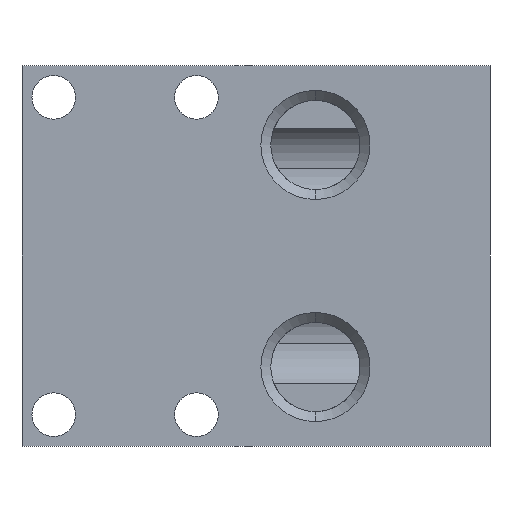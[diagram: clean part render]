
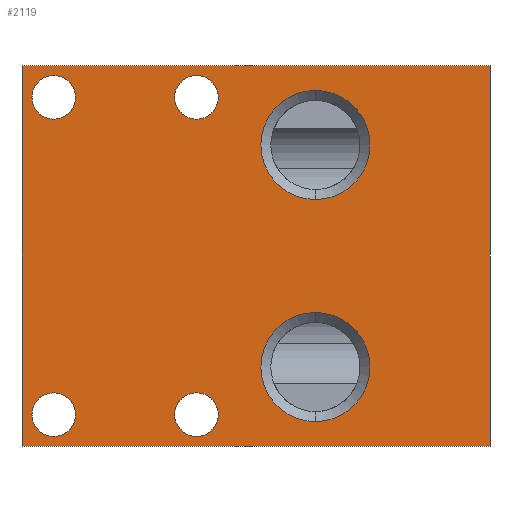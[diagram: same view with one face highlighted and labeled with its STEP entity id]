
A CAD part, front view. The second image highlights one B-rep face of the part: STEP entity #2119.
In plain terms, the highlighted planar face has unit normal (0, -1, 0).
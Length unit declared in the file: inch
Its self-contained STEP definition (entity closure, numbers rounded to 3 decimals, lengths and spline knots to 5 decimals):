
#5=DIRECTION('',(1.,0.,0.));
#6=VECTOR('',#5,3.688);
#7=CARTESIAN_POINT('',(0.,-1.938,0.));
#8=LINE('',#7,#6);
#85=DIRECTION('',(0.,0.,1.));
#86=VECTOR('',#85,3.);
#87=CARTESIAN_POINT('',(3.688,-1.938,0.));
#88=LINE('',#87,#86);
#109=DIRECTION('',(0.,0.,1.));
#110=VECTOR('',#109,3.);
#111=CARTESIAN_POINT('',(0.,-1.938,0.));
#112=LINE('',#111,#110);
#113=CARTESIAN_POINT('',(2.312,-1.938,0.625));
#114=DIRECTION('',(0.,1.,0.));
#115=DIRECTION('',(0.,0.,-1.));
#116=AXIS2_PLACEMENT_3D('',#113,#114,#115);
#118=CARTESIAN_POINT('',(2.312,-1.938,0.625));
#119=DIRECTION('',(0.,1.,0.));
#120=DIRECTION('',(0.,0.,1.));
#121=AXIS2_PLACEMENT_3D('',#118,#119,#120);
#123=CARTESIAN_POINT('',(2.312,-1.938,2.375));
#124=DIRECTION('',(0.,1.,0.));
#125=DIRECTION('',(0.,0.,-1.));
#126=AXIS2_PLACEMENT_3D('',#123,#124,#125);
#128=CARTESIAN_POINT('',(2.312,-1.938,2.375));
#129=DIRECTION('',(0.,1.,0.));
#130=DIRECTION('',(0.,0.,1.));
#131=AXIS2_PLACEMENT_3D('',#128,#129,#130);
#133=CARTESIAN_POINT('',(0.25,-1.938,0.25));
#134=DIRECTION('',(0.,-1.,0.));
#135=DIRECTION('',(-1.,0.,0.));
#136=AXIS2_PLACEMENT_3D('',#133,#134,#135);
#138=CARTESIAN_POINT('',(0.25,-1.938,0.25));
#139=DIRECTION('',(0.,-1.,0.));
#140=DIRECTION('',(1.,0.,0.));
#141=AXIS2_PLACEMENT_3D('',#138,#139,#140);
#143=CARTESIAN_POINT('',(0.25,-1.938,2.75));
#144=DIRECTION('',(0.,-1.,0.));
#145=DIRECTION('',(-1.,0.,0.));
#146=AXIS2_PLACEMENT_3D('',#143,#144,#145);
#148=CARTESIAN_POINT('',(0.25,-1.938,2.75));
#149=DIRECTION('',(0.,-1.,0.));
#150=DIRECTION('',(1.,0.,0.));
#151=AXIS2_PLACEMENT_3D('',#148,#149,#150);
#153=CARTESIAN_POINT('',(1.375,-1.938,2.75));
#154=DIRECTION('',(0.,-1.,0.));
#155=DIRECTION('',(-1.,0.,0.));
#156=AXIS2_PLACEMENT_3D('',#153,#154,#155);
#158=CARTESIAN_POINT('',(1.375,-1.938,2.75));
#159=DIRECTION('',(0.,-1.,0.));
#160=DIRECTION('',(1.,0.,0.));
#161=AXIS2_PLACEMENT_3D('',#158,#159,#160);
#163=CARTESIAN_POINT('',(1.375,-1.938,0.25));
#164=DIRECTION('',(0.,-1.,0.));
#165=DIRECTION('',(-1.,0.,0.));
#166=AXIS2_PLACEMENT_3D('',#163,#164,#165);
#168=CARTESIAN_POINT('',(1.375,-1.938,0.25));
#169=DIRECTION('',(0.,-1.,0.));
#170=DIRECTION('',(1.,0.,0.));
#171=AXIS2_PLACEMENT_3D('',#168,#169,#170);
#185=DIRECTION('',(1.,0.,0.));
#186=VECTOR('',#185,3.688);
#187=CARTESIAN_POINT('',(0.,-1.938,3.));
#188=LINE('',#187,#186);
#1736=CARTESIAN_POINT('',(0.,-1.938,0.));
#1738=VERTEX_POINT('',#1736);
#1739=CARTESIAN_POINT('',(3.688,-1.938,0.));
#1740=VERTEX_POINT('',#1739);
#1744=CARTESIAN_POINT('',(0.,-1.938,3.));
#1746=VERTEX_POINT('',#1744);
#1747=CARTESIAN_POINT('',(3.688,-1.938,3.));
#1748=VERTEX_POINT('',#1747);
#1755=CARTESIAN_POINT('',(2.312,-1.938,1.055));
#1756=VERTEX_POINT('',#1755);
#1757=CARTESIAN_POINT('',(2.312,-1.938,0.195));
#1758=VERTEX_POINT('',#1757);
#1765=CARTESIAN_POINT('',(2.312,-1.938,2.805));
#1766=VERTEX_POINT('',#1765);
#1767=CARTESIAN_POINT('',(2.312,-1.938,1.945));
#1768=VERTEX_POINT('',#1767);
#1771=CARTESIAN_POINT('',(0.078,-1.938,0.25));
#1772=CARTESIAN_POINT('',(0.422,-1.938,0.25));
#1773=VERTEX_POINT('',#1771);
#1774=VERTEX_POINT('',#1772);
#1779=CARTESIAN_POINT('',(0.078,-1.938,2.75));
#1780=CARTESIAN_POINT('',(0.422,-1.938,2.75));
#1781=VERTEX_POINT('',#1779);
#1782=VERTEX_POINT('',#1780);
#1787=CARTESIAN_POINT('',(1.203,-1.938,2.75));
#1788=CARTESIAN_POINT('',(1.547,-1.938,2.75));
#1789=VERTEX_POINT('',#1787);
#1790=VERTEX_POINT('',#1788);
#1795=CARTESIAN_POINT('',(1.203,-1.938,0.25));
#1796=CARTESIAN_POINT('',(1.547,-1.938,0.25));
#1797=VERTEX_POINT('',#1795);
#1798=VERTEX_POINT('',#1796);
#2071=CARTESIAN_POINT('',(0.,-1.938,0.));
#2072=DIRECTION('',(0.,-1.,0.));
#2073=DIRECTION('',(1.,0.,0.));
#2074=AXIS2_PLACEMENT_3D('',#2071,#2072,#2073);
#2075=PLANE('',#2074);
#2076=ORIENTED_EDGE('',*,*,#1971,.F.);
#2077=ORIENTED_EDGE('',*,*,#1990,.T.);
#2079=ORIENTED_EDGE('',*,*,#2078,.T.);
#2080=ORIENTED_EDGE('',*,*,#2051,.F.);
#2081=EDGE_LOOP('',(#2076,#2077,#2079,#2080));
#2082=FACE_OUTER_BOUND('',#2081,.F.);
#2084=ORIENTED_EDGE('',*,*,#2083,.F.);
#2086=ORIENTED_EDGE('',*,*,#2085,.F.);
#2087=EDGE_LOOP('',(#2084,#2086));
#2088=FACE_BOUND('',#2087,.F.);
#2090=ORIENTED_EDGE('',*,*,#2089,.F.);
#2092=ORIENTED_EDGE('',*,*,#2091,.F.);
#2093=EDGE_LOOP('',(#2090,#2092));
#2094=FACE_BOUND('',#2093,.F.);
#2096=ORIENTED_EDGE('',*,*,#2095,.T.);
#2098=ORIENTED_EDGE('',*,*,#2097,.T.);
#2099=EDGE_LOOP('',(#2096,#2098));
#2100=FACE_BOUND('',#2099,.F.);
#2102=ORIENTED_EDGE('',*,*,#2101,.T.);
#2104=ORIENTED_EDGE('',*,*,#2103,.T.);
#2105=EDGE_LOOP('',(#2102,#2104));
#2106=FACE_BOUND('',#2105,.F.);
#2108=ORIENTED_EDGE('',*,*,#2107,.T.);
#2110=ORIENTED_EDGE('',*,*,#2109,.T.);
#2111=EDGE_LOOP('',(#2108,#2110));
#2112=FACE_BOUND('',#2111,.F.);
#2114=ORIENTED_EDGE('',*,*,#2113,.T.);
#2116=ORIENTED_EDGE('',*,*,#2115,.T.);
#2117=EDGE_LOOP('',(#2114,#2116));
#2118=FACE_BOUND('',#2117,.F.);
#2119=ADVANCED_FACE('',(#2082,#2088,#2094,#2100,#2106,#2112,#2118),#2075,.T.);
#117=CIRCLE('',#116,0.43);
#122=CIRCLE('',#121,0.43);
#127=CIRCLE('',#126,0.43);
#132=CIRCLE('',#131,0.43);
#137=CIRCLE('',#136,0.172);
#142=CIRCLE('',#141,0.172);
#147=CIRCLE('',#146,0.172);
#152=CIRCLE('',#151,0.172);
#157=CIRCLE('',#156,0.172);
#162=CIRCLE('',#161,0.172);
#167=CIRCLE('',#166,0.172);
#172=CIRCLE('',#171,0.172);
#1971=EDGE_CURVE('',#1738,#1740,#8,.T.);
#1990=EDGE_CURVE('',#1738,#1746,#112,.T.);
#2051=EDGE_CURVE('',#1740,#1748,#88,.T.);
#2078=EDGE_CURVE('',#1746,#1748,#188,.T.);
#2083=EDGE_CURVE('',#1758,#1756,#117,.T.);
#2085=EDGE_CURVE('',#1756,#1758,#122,.T.);
#2089=EDGE_CURVE('',#1768,#1766,#127,.T.);
#2091=EDGE_CURVE('',#1766,#1768,#132,.T.);
#2095=EDGE_CURVE('',#1773,#1774,#137,.T.);
#2097=EDGE_CURVE('',#1774,#1773,#142,.T.);
#2101=EDGE_CURVE('',#1781,#1782,#147,.T.);
#2103=EDGE_CURVE('',#1782,#1781,#152,.T.);
#2107=EDGE_CURVE('',#1789,#1790,#157,.T.);
#2109=EDGE_CURVE('',#1790,#1789,#162,.T.);
#2113=EDGE_CURVE('',#1797,#1798,#167,.T.);
#2115=EDGE_CURVE('',#1798,#1797,#172,.T.);
